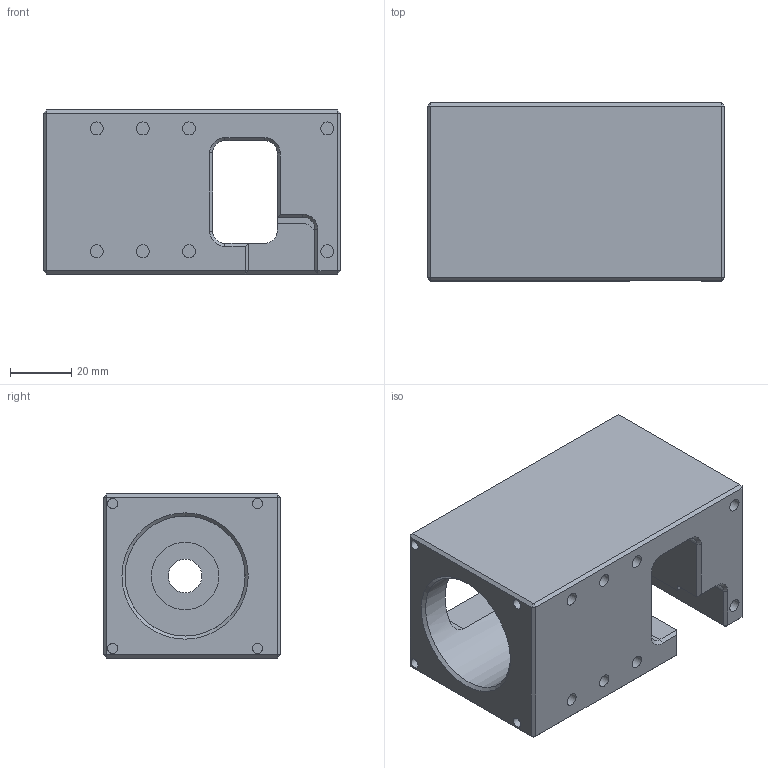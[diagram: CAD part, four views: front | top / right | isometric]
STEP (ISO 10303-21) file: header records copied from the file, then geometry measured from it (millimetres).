
FILE_DESCRIPTION(/* description */ ('','CAx-IF Rec.Pracs.---Representation and Presentation of Product Manufacturing Information (PMI)---4.0---2014-10-13'),/* implementation_level */ '2;1');
FILE_NAME(/* name */ 'MotorBracket.step',/* time_stamp */ '2020-10-07T22:21:14+02:00',/* author */ ('Arne'),/* organization */ (''),/* preprocessor_version */ 'ST-DEVELOPER v18.1',/* originating_system */ 'Autodesk Inventor 2020',/* authorisation */ '');
FILE_SCHEMA (('AP242_MANAGED_MODEL_BASED_3D_ENGINEERING_MIM_LF { 1 0 10303 442 1 1 4 }'));
Length unit declared in the file: millimetre
Products named in the file (1): MotorBracket
Bounding box: 96.97 x 57.9 x 53.4 mm (x, y, z)
Volume: 175136.9 mm3; surface area: 39620.7 mm2
Topology: 1 solids, 1 shells, 115 faces, 268 edges, 168 vertices
Faces by surface type: plane 75, cylinder 27, cone 13
Full cylindrical faces by diameter (mm): 3.3 x4, 4.2 x8, 11 x2, 22.01 x2, 39.1 x1
Entity records: 3556 total; most frequent: DIRECTION 614, CARTESIAN_POINT 605, ORIENTED_EDGE 536, EDGE_CURVE 268, AXIS2_PLACEMENT_3D 221, LINE 172, VECTOR 172, VERTEX_POINT 168
